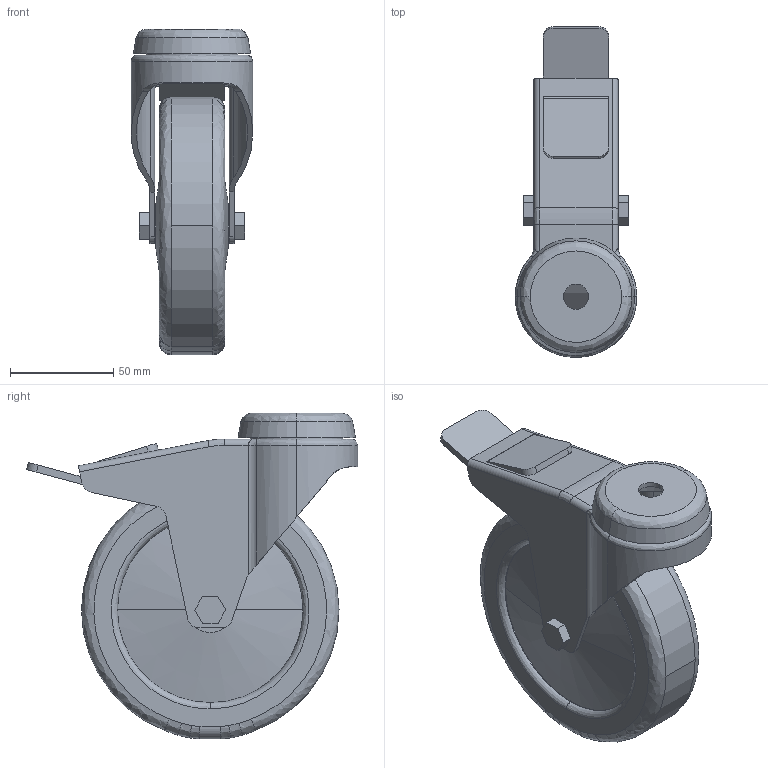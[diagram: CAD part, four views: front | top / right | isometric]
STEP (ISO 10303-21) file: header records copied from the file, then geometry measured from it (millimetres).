
FILE_DESCRIPTION (( 'STEP AP214' ), '1' );
FILE_NAME ('7420060', '2019-02-04T12:26:06', ( '' ), ('JUGARD+KÜNSTNER GmbH'), 'SwSTEP 2.0', 'SolidWorks 2017', '' );
FILE_SCHEMA (( 'AUTOMOTIVE_DESIGN' ));
Length unit declared in the file: millimetre
Products named in the file (1): 7420060_CNAJF00
Bounding box: 59 x 160.72 x 158 mm (x, y, z)
Volume: 427895.2 mm3; surface area: 81958.3 mm2
Topology: 1 solids, 1 shells, 161 faces, 411 edges, 260 vertices
Faces by surface type: cylinder 59, plane 56, bspline 38, cone 8
Entity records: 7959 total; most frequent: CARTESIAN_POINT 2489, ORIENTED_EDGE 814, DIRECTION 711, EDGE_CURVE 407, AXIS2_PLACEMENT_3D 260, VERTEX_POINT 260, LINE 191, VECTOR 191
